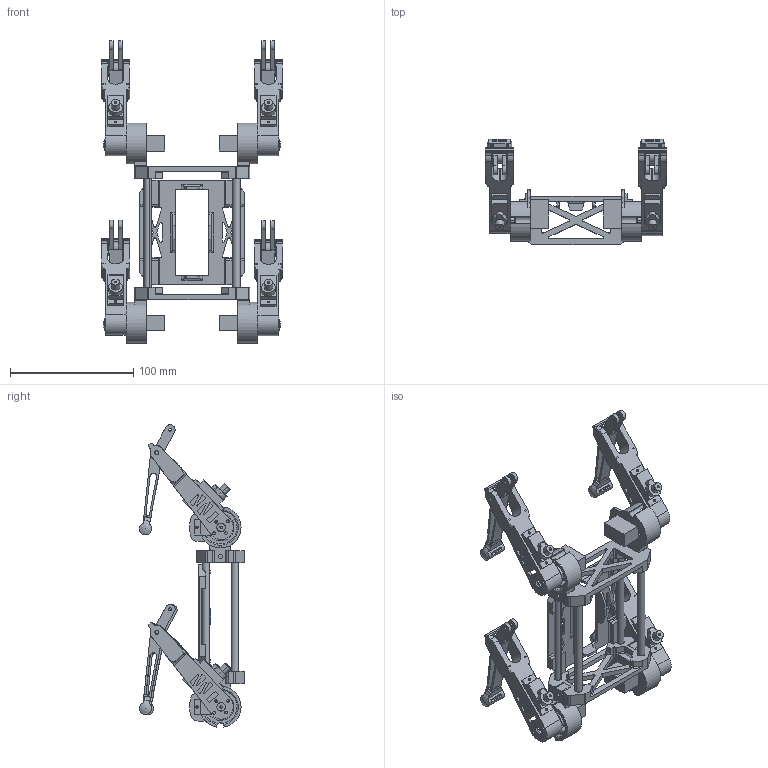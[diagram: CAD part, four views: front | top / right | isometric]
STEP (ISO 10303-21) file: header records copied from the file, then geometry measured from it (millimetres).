
FILE_DESCRIPTION (( 'STEP AP214' ), '1' );
FILE_NAME ('×°ÅäÌå16.STEP', '2021-01-13T08:45:29', ( '' ), ( '' ), 'SwSTEP 2.0', 'SolidWorks 2020', '' );
FILE_SCHEMA (( 'AUTOMOTIVE_DESIGN' ));
Length unit declared in the file: millimetre
Products named in the file (17): F683ZZ; 噩砃left.stp; leg12; ham; BaseModel20210112234220; right111.stp1; plate; left.stp; 噩砃right.stp1; shenti; tg; shank; 蚾饜极16; product_32239
Assembly tree (40 placements, depth 3):
  蚾饜极16
    shenti  x2
    tg  x4
    left.stp
    right111.stp1
    噩砃left.stp
    噩砃right.stp1
    product_32239  x4
    plate
    leg12
      ham
      shank
      product_32239
      F683ZZ  x2
    leg12
      ham
      shank
      product_32239
      F683ZZ  x2
    leg12
      ham
      shank
      product_32239
      F683ZZ  x2
    leg12
      ham
      shank
      product_32239
      F683ZZ  x2
    BaseModel20210112234220
Bounding box: 146.95 x 85.43 x 245.48 mm (x, y, z)
Volume: 211608.7 mm3; surface area: 138818.1 mm2
Topology: 36 solids, 36 shells, 1903 faces, 5337 edges, 3522 vertices
Faces by surface type: cylinder 945, plane 838, torus 72, sphere 16, cone 16, bspline 16
Entity records: 27811 total; most frequent: CARTESIAN_POINT 5325, DIRECTION 4695, ORIENTED_EDGE 4538, EDGE_CURVE 2269, AXIS2_PLACEMENT_3D 1685, VERTEX_POINT 1496, VECTOR 1325, LINE 1325
